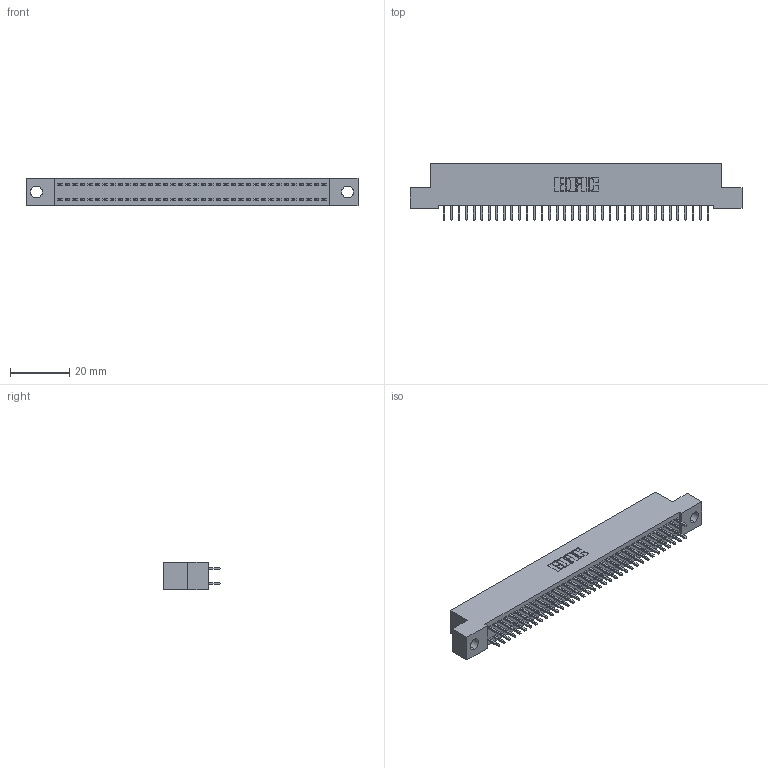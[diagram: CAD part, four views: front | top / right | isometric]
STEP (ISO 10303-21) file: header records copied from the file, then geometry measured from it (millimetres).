
FILE_DESCRIPTION (( 'STEP AP203' ), '1' );
FILE_NAME ('392-072-521-204.STEP', '2019-10-09T12:24:46', ( '' ), ( '' ), 'SwSTEP 2.0', 'SolidWorks 2016', '' );
FILE_SCHEMA (( 'CONFIG_CONTROL_DESIGN' ));
Length unit declared in the file: inch
Products named in the file (3): 342 Part_.156 TH; 345-292-001_345-293-121; 392-072-521-204
Assembly tree (73 placements, depth 2):
  392-072-521-204
    342 Part_.156 TH
    345-292-001_345-293-121  x72
Bounding box: 111.76 x 19.06 x 9.4 mm (x, y, z)
Volume: 9896.8 mm3; surface area: 15586.9 mm2
Topology: 73 solids, 73 shells, 3854 faces, 11459 edges, 7542 vertices
Faces by surface type: plane 2658, cylinder 1196
Entity records: 23825 total; most frequent: CARTESIAN_POINT 3954, ORIENTED_EDGE 3890, DIRECTION 3389, EDGE_CURVE 1945, VECTOR 1817, LINE 1817, VERTEX_POINT 1294, AXIS2_PLACEMENT_3D 786
